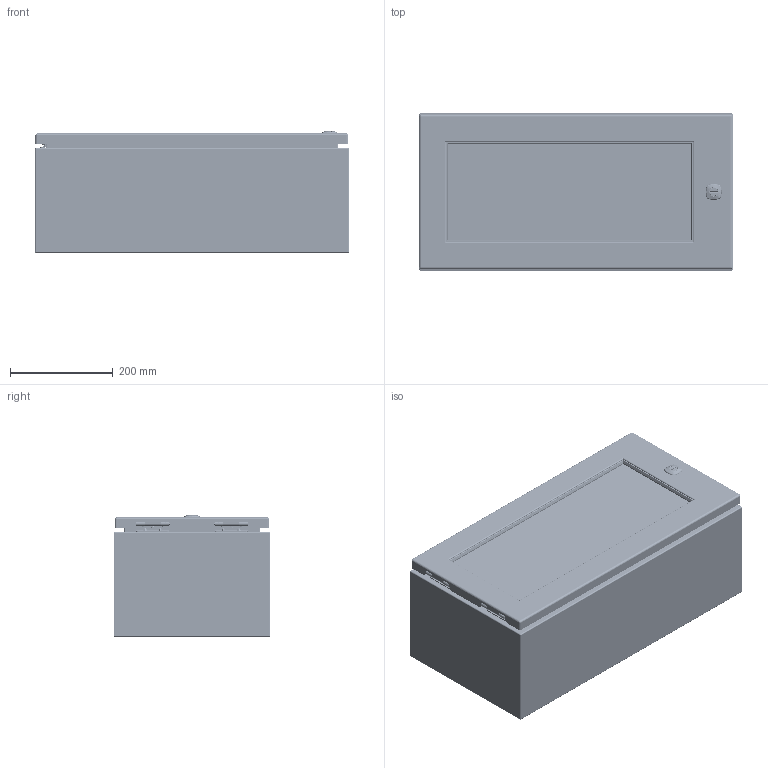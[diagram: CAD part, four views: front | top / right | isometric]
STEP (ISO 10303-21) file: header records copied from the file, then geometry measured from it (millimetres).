
FILE_DESCRIPTION(/* description */ ('5412ESSW 12" x 24" x 8" Assembly'),/* implementation_level */ '2;1');
FILE_NAME(/* name */ '5412ESSW122408.stp',/* time_stamp */ '2025-05-16T12:14:59-04:00',/* author */ ('BoxCad'),/* organization */ (''),/* preprocessor_version */ 'ST-DEVELOPER v20',/* originating_system */ 'Autodesk Inventor 2024',/* authorisation */ '');
FILE_SCHEMA (('AUTOMOTIVE_DESIGN { 1 0 10303 214 3 1 1 }'));
Products named in the file (55): 5412ESSW122408; 5412ESSW122408B; 5412ESSW122408B-P; STK-Q-16020; STK-S-00100; STUD_SS_M6 x 16mm; 5412ESSW122408C; 5412ESSW122408C-P; 5412ESSW122408G; STK-A-33016-1; STK-A-33016-2; STK-Q-33016-A; STK-Q-90261; STK-Q-40096; STK-Q-33016-B; 5412ESSW122408LX; 5412ESSW122408LXG; 5412ESSW122408_STK_G; STK-Q-16013; 5412ESSW122408_STK-A-60703; STK-Q-60703-2; STK-Q-60703-1; STK-Q-60703-3; STK-Q-60703-4; STK-Q-60703-A; STK-Q-60703-B; STK-Q-60703-C; STK-Q-60701-1; STK-Q-60701-2; STK-Q-60701-17; STK-Q-60701-18; STK-Q-60701-19; STK-Q-60701-20; STK-Q-60701-A; STK-Q-60701-B; STK-Q-60701-C; STK-K-12590; STK-Q-70621; STK-Q-70631; STK-Q-78145 ...
Assembly tree (106 placements, depth 5):
  5412ESSW122408
    5412ESSW122408B
      5412ESSW122408B-P
      STK-Q-16020  x4
      STK-S-00100
      STUD_SS_M6 x 16mm
    5412ESSW122408C
      5412ESSW122408C-P
      5412ESSW122408G
      STK-A-33016-1
        STK-Q-33016-A
        STK-Q-90261
        STK-Q-40096  x2
        STK-Q-33016-B  x2
      STK-A-33016-2
        STK-Q-33016-A
        STK-Q-90261
        STK-Q-40096  x2
        STK-Q-33016-B  x2
      5412ESSW122408LX
      5412ESSW122408LXG
      5412ESSW122408_STK_G
      STK-Q-16013  x10
      5412ESSW122408_STK-A-60703
        STK-Q-60703-2
          STK-Q-60703-A
          STK-Q-60703-B
          STK-Q-60703-C
        STK-Q-60703-1
          STK-Q-60703-A
          STK-Q-60703-B
          STK-Q-60703-C
        STK-Q-60703-3
          STK-Q-60703-A
          STK-Q-60703-B
          STK-Q-60703-C
        STK-Q-60703-4
          STK-Q-60703-A
          STK-Q-60703-B
          STK-Q-60703-C
      STK-Q-60701-1
        STK-Q-60701-A
        STK-Q-60701-B
        STK-Q-60701-C
      STK-Q-60701-2
        STK-Q-60701-A
        STK-Q-60701-B
        STK-Q-60701-C
      STK-Q-60701-17
        STK-Q-60701-A
        STK-Q-60701-B
        STK-Q-60701-C
      STK-Q-60701-18
        STK-Q-60701-A
        STK-Q-60701-B
        STK-Q-60701-C
      STK-Q-60701-19
        STK-Q-60701-A
        STK-Q-60701-B
        STK-Q-60701-C
Bounding box: 609.6 x 304.8 x 236.36 mm (x, y, z)
Volume: 2519707.8 mm3; surface area: 2369598.9 mm2
Topology: 85 solids, 85 shells, 12270 faces, 32441 edges, 20684 vertices
Faces by surface type: plane 5522, bspline 3584, cylinder 2482, torus 289, sphere 276, cone 117
Full cylindrical faces by diameter (mm): 0.75 x15, 0.762 x15, 1 x8, 1.125 x4, 3.2 x4, 4.4 x8, 4.85 x16, 5 x10, 5.1 x52, 5.9 x28, 6 x2, 6.655 x4, 6.85 x16, 6.894 x8, 7 x20, 7.1 x2, 7.366 x16, 8 x24, 9 x14, 9.5 x10, 9.6 x1, 9.906 x4, 10 x1, 12 x2, 12.8 x1, 13 x1, 15.9 x1, 16 x1, 18.2 x4, 19.7 x1
Entity records: 180431 total; most frequent: CARTESIAN_POINT 72812, ORIENTED_EDGE 24432, DIRECTION 17438, EDGE_CURVE 12216, VERTEX_POINT 7784, LINE 6028, VECTOR 6028, AXIS2_PLACEMENT_3D 5705
